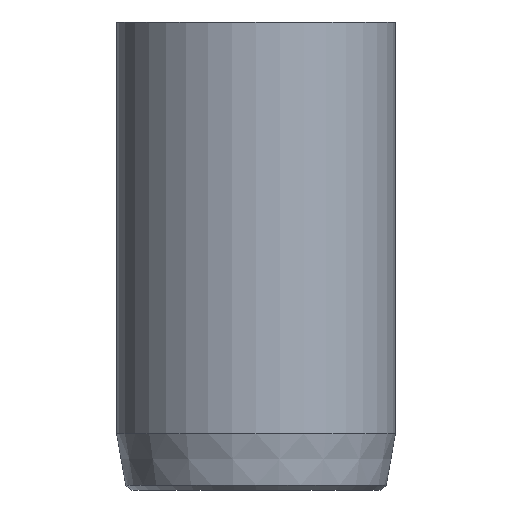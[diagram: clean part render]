
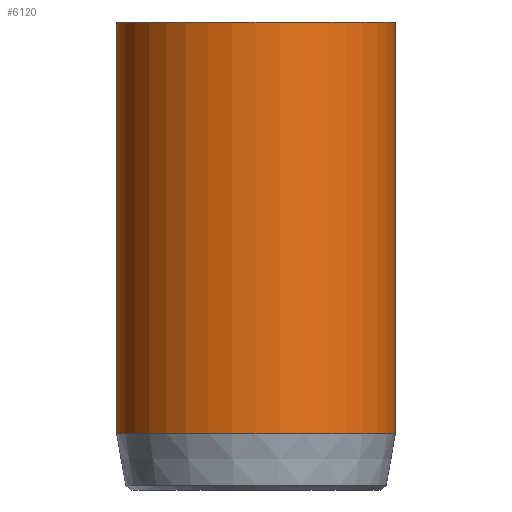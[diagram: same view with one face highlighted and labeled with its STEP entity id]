
A CAD part, front view. The second image highlights one B-rep face of the part: STEP entity #6120.
In plain terms, the highlighted cylindrical face has radius 1.4 mm (diameter 2.8 mm), a full revolution.
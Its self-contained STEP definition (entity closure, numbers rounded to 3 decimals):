
#796=CYLINDRICAL_SURFACE('',#6342,1.4);
#1077=FACE_OUTER_BOUND('',#1436,.T.);
#1436=EDGE_LOOP('',(#5533,#5534,#5535,#5536,#5537));
#1893=LINE('',#11135,#2370);
#2370=VECTOR('',#7003,1.4);
#2457=CIRCLE('',#6327,1.4);
#2462=CIRCLE('',#6340,1.4);
#2463=CIRCLE('',#6341,1.4);
#2982=VERTEX_POINT('',#11109);
#2987=VERTEX_POINT('',#11129);
#2988=VERTEX_POINT('',#11130);
#3845=EDGE_CURVE('',#2982,#2982,#2457,.T.);
#3852=EDGE_CURVE('',#2987,#2988,#2462,.T.);
#3853=EDGE_CURVE('',#2988,#2987,#2463,.T.);
#3855=EDGE_CURVE('',#2982,#2987,#1893,.T.);
#5533=ORIENTED_EDGE('',*,*,#3845,.T.);
#5534=ORIENTED_EDGE('',*,*,#3855,.T.);
#5535=ORIENTED_EDGE('',*,*,#3852,.T.);
#5536=ORIENTED_EDGE('',*,*,#3853,.T.);
#5537=ORIENTED_EDGE('',*,*,#3855,.F.);
#6120=ADVANCED_FACE('',(#1077),#796,.T.);
#6327=AXIS2_PLACEMENT_3D('',#11110,#6968,#6969);
#6340=AXIS2_PLACEMENT_3D('',#11131,#6996,#6997);
#6341=AXIS2_PLACEMENT_3D('',#11132,#6998,#6999);
#6342=AXIS2_PLACEMENT_3D('',#11134,#7001,#7002);
#6968=DIRECTION('center_axis',(0.,0.,-1.));
#6969=DIRECTION('ref_axis',(-1.,0.,0.));
#6996=DIRECTION('center_axis',(0.,0.,1.));
#6997=DIRECTION('ref_axis',(-1.,0.,0.));
#6998=DIRECTION('center_axis',(0.,0.,1.));
#6999=DIRECTION('ref_axis',(-1.,0.,0.));
#7001=DIRECTION('center_axis',(0.,0.,1.));
#7002=DIRECTION('ref_axis',(-1.,0.,0.));
#7003=DIRECTION('',(0.,0.,-1.));
#11109=CARTESIAN_POINT('',(1.4,0.,4.7));
#11110=CARTESIAN_POINT('Origin',(0.,0.,4.7));
#11129=CARTESIAN_POINT('',(1.4,0.,0.567));
#11130=CARTESIAN_POINT('',(-1.4,0.,0.567));
#11131=CARTESIAN_POINT('Origin',(0.,0.,0.567));
#11132=CARTESIAN_POINT('Origin',(0.,0.,0.567));
#11134=CARTESIAN_POINT('Origin',(0.,0.,0.));
#11135=CARTESIAN_POINT('',(1.4,0.,0.));
